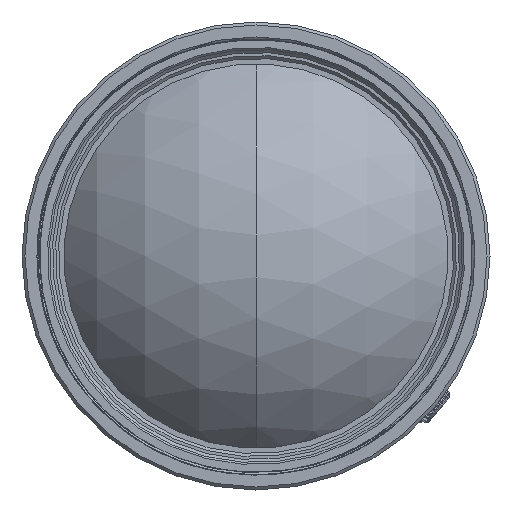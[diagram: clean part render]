
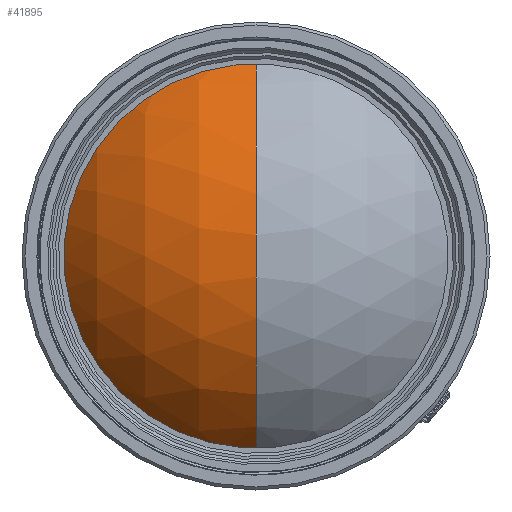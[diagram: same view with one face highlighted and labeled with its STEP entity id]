
A CAD part, left-side view. The second image highlights one B-rep face of the part: STEP entity #41895.
In plain terms, the highlighted spherical face has radius 24.5 mm.
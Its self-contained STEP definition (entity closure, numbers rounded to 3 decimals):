
#892 = ORIENTED_EDGE ( 'NONE', *, *, #51103, .F. ) ;
#1487 = EDGE_CURVE ( 'NONE', #16627, #21203, #34507, .T. ) ;
#4482 = DIRECTION ( 'NONE',  ( 0., 0., -1. ) ) ;
#16627 = VERTEX_POINT ( 'NONE', #26933 ) ;
#17636 = DIRECTION ( 'NONE',  ( 0., 0., -1. ) ) ;
#18186 = CARTESIAN_POINT ( 'NONE',  ( -46.779, 0., 0. ) ) ;
#19052 = AXIS2_PLACEMENT_3D ( 'NONE', #61583, #32276, #17636 ) ;
#19764 = CARTESIAN_POINT ( 'NONE',  ( -46.779, 0., -19.9 ) ) ;
#21203 = VERTEX_POINT ( 'NONE', #19764 ) ;
#21354 = EDGE_LOOP ( 'NONE', ( #44337, #892 ) ) ;
#22333 = CIRCLE ( 'NONE', #36547, 19.9 ) ;
#22973 = DIRECTION ( 'NONE',  ( 1., 0., 0. ) ) ;
#26933 = CARTESIAN_POINT ( 'NONE',  ( -46.779, 0., 19.9 ) ) ;
#32276 = DIRECTION ( 'NONE',  ( 0., 1., 0. ) ) ;
#32593 = DIRECTION ( 'NONE',  ( 0., -1., 0. ) ) ;
#34507 = CIRCLE ( 'NONE', #48792, 24.5 ) ;
#36547 = AXIS2_PLACEMENT_3D ( 'NONE', #18186, #22973, #4482 ) ;
#40877 = FACE_OUTER_BOUND ( 'NONE', #21354, .T. ) ;
#41895 = ADVANCED_FACE ( 'NONE', ( #40877 ), #46928, .T. ) ;
#43370 = DIRECTION ( 'NONE',  ( -0.583, 0., 0.812 ) ) ;
#44337 = ORIENTED_EDGE ( 'NONE', *, *, #1487, .F. ) ;
#46928 = SPHERICAL_SURFACE ( 'NONE', #19052, 24.5 ) ;
#48792 = AXIS2_PLACEMENT_3D ( 'NONE', #61882, #32593, #43370 ) ;
#51103 = EDGE_CURVE ( 'NONE', #21203, #16627, #22333, .T. ) ;
#61583 = CARTESIAN_POINT ( 'NONE',  ( -32.488, 0., 0. ) ) ;
#61882 = CARTESIAN_POINT ( 'NONE',  ( -32.488, 0., 0. ) ) ;
